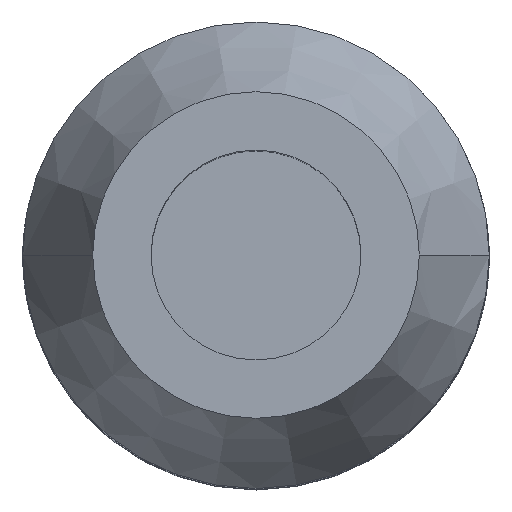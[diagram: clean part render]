
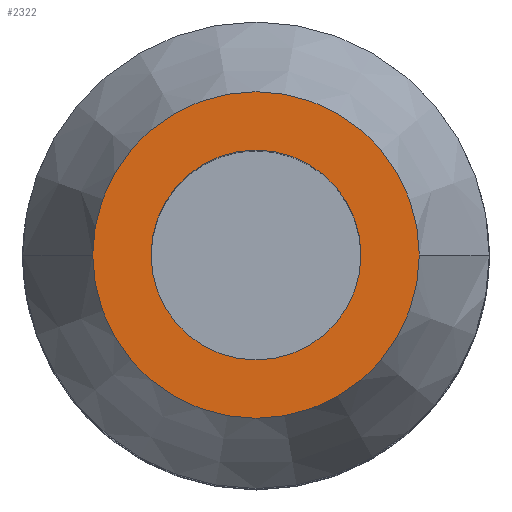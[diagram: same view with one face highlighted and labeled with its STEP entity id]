
A CAD part, top view. The second image highlights one B-rep face of the part: STEP entity #2322.
In plain terms, the highlighted planar face has unit normal (0, 0, 1).
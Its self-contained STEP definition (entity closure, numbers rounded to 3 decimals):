
#18 = AXIS2_PLACEMENT_3D ( 'NONE', #2893, #1922, #199 ) ;
#63 = FACE_BOUND ( 'NONE', #1826, .T. ) ;
#131 = VERTEX_POINT ( 'NONE', #1824 ) ;
#185 = CIRCLE ( 'NONE', #761, 14. ) ;
#199 = DIRECTION ( 'NONE',  ( 1., 0., 0. ) ) ;
#207 = PLANE ( 'NONE',  #18 ) ;
#225 = CARTESIAN_POINT ( 'NONE',  ( -14., 0., 85. ) ) ;
#419 = DIRECTION ( 'NONE',  ( -1., 0., 0. ) ) ;
#431 = DIRECTION ( 'NONE',  ( 0., 0., -1. ) ) ;
#433 = EDGE_LOOP ( 'NONE', ( #483, #1551 ) ) ;
#483 = ORIENTED_EDGE ( 'NONE', *, *, #559, .F. ) ;
#559 = EDGE_CURVE ( 'NONE', #890, #1908, #185, .T. ) ;
#610 = CARTESIAN_POINT ( 'NONE',  ( -9., 0., 85. ) ) ;
#653 = CARTESIAN_POINT ( 'NONE',  ( 0., 0., 85. ) ) ;
#729 = AXIS2_PLACEMENT_3D ( 'NONE', #653, #1662, #1901 ) ;
#761 = AXIS2_PLACEMENT_3D ( 'NONE', #1905, #2434, #1477 ) ;
#890 = VERTEX_POINT ( 'NONE', #225 ) ;
#1046 = ORIENTED_EDGE ( 'NONE', *, *, #1553, .T. ) ;
#1049 = DIRECTION ( 'NONE',  ( -1., 0., 0. ) ) ;
#1317 = CIRCLE ( 'NONE', #1480, 9. ) ;
#1477 = DIRECTION ( 'NONE',  ( -1., 0., 0. ) ) ;
#1480 = AXIS2_PLACEMENT_3D ( 'NONE', #2119, #431, #419 ) ;
#1551 = ORIENTED_EDGE ( 'NONE', *, *, #2694, .F. ) ;
#1553 = EDGE_CURVE ( 'NONE', #131, #1676, #1947, .T. ) ;
#1662 = DIRECTION ( 'NONE',  ( 0., 0., -1. ) ) ;
#1676 = VERTEX_POINT ( 'NONE', #610 ) ;
#1752 = EDGE_CURVE ( 'NONE', #1676, #131, #1317, .T. ) ;
#1824 = CARTESIAN_POINT ( 'NONE',  ( 9., 0., 85. ) ) ;
#1826 = EDGE_LOOP ( 'NONE', ( #3012, #1046 ) ) ;
#1857 = FACE_OUTER_BOUND ( 'NONE', #433, .T. ) ;
#1901 = DIRECTION ( 'NONE',  ( -1., 0., 0. ) ) ;
#1905 = CARTESIAN_POINT ( 'NONE',  ( 0., 0., 85. ) ) ;
#1908 = VERTEX_POINT ( 'NONE', #2163 ) ;
#1922 = DIRECTION ( 'NONE',  ( 0., 0., 1. ) ) ;
#1947 = CIRCLE ( 'NONE', #2450, 9. ) ;
#2042 = DIRECTION ( 'NONE',  ( 0., 0., -1. ) ) ;
#2119 = CARTESIAN_POINT ( 'NONE',  ( 0., 0., 85. ) ) ;
#2163 = CARTESIAN_POINT ( 'NONE',  ( 14., 0., 85. ) ) ;
#2322 = ADVANCED_FACE ( 'NONE', ( #63, #1857 ), #207, .T. ) ;
#2434 = DIRECTION ( 'NONE',  ( 0., 0., -1. ) ) ;
#2450 = AXIS2_PLACEMENT_3D ( 'NONE', #2501, #2042, #1049 ) ;
#2501 = CARTESIAN_POINT ( 'NONE',  ( 0., 0., 85. ) ) ;
#2694 = EDGE_CURVE ( 'NONE', #1908, #890, #2863, .T. ) ;
#2863 = CIRCLE ( 'NONE', #729, 14. ) ;
#2893 = CARTESIAN_POINT ( 'NONE',  ( 0., 14., 85. ) ) ;
#3012 = ORIENTED_EDGE ( 'NONE', *, *, #1752, .T. ) ;
